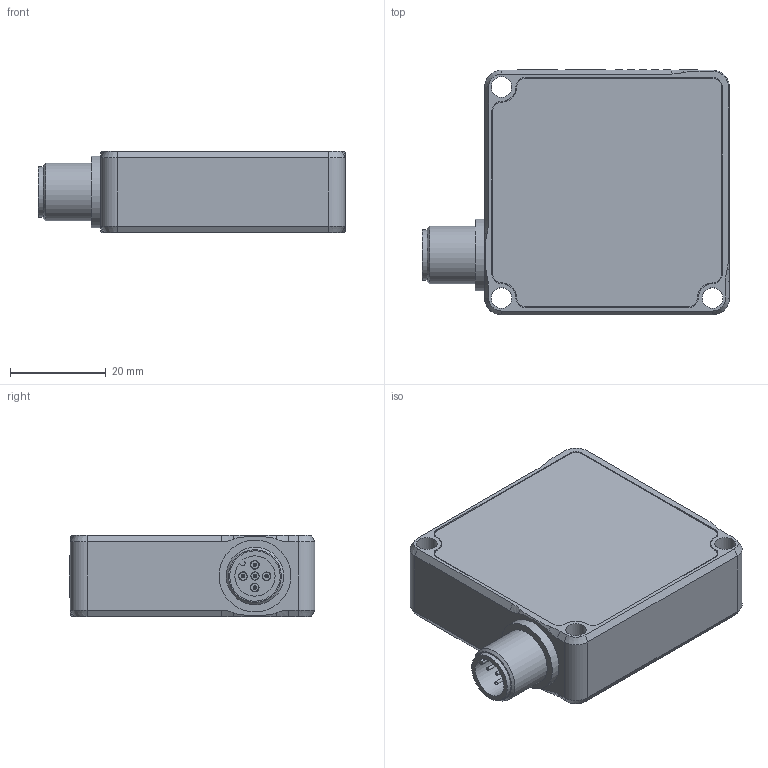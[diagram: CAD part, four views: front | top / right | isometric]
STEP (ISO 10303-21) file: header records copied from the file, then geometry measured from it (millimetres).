
FILE_DESCRIPTION(/* description */ (''),/* implementation_level */ '2;1');
FILE_NAME(/* name */ 'LAT 51.stp',/* time_stamp */ '2019-06-14T08:30:02+02:00',/* author */ ('C. Kuhn'),/* organization */ ('di-soric GmbH & Co. KG'),/* preprocessor_version */ 'ST-DEVELOPER v17.2',/* originating_system */ 'Autodesk Inventor 2019',/* authorisation */ '');
FILE_SCHEMA (('AUTOMOTIVE_DESIGN { 1 0 10303 214 3 1 1 }'));
Length unit declared in the file: millimetre
Products named in the file (1): LAT 51
Bounding box: 64.05 x 51.25 x 17 mm (x, y, z)
Volume: 42468.7 mm3; surface area: 18697.9 mm2
Topology: 11 solids, 11 shells, 520 faces, 1328 edges, 890 vertices
Faces by surface type: plane 337, cylinder 134, bspline 35, cone 14
Full cylindrical faces by diameter (mm): 0.7 x5, 1.5 x5, 1.7 x5, 1.8 x4, 3 x1, 4 x1, 4.3 x3, 7.85 x1, 8.5 x1, 8.8 x1, 9.45 x1, 9.5 x3, 9.9 x1, 10 x1, 10.5 x1, 12 x1, 15 x1
Entity records: 16833 total; most frequent: CARTESIAN_POINT 3420, ORIENTED_EDGE 2656, DIRECTION 2546, EDGE_CURVE 1328, LINE 940, VECTOR 940, VERTEX_POINT 890, AXIS2_PLACEMENT_3D 803
